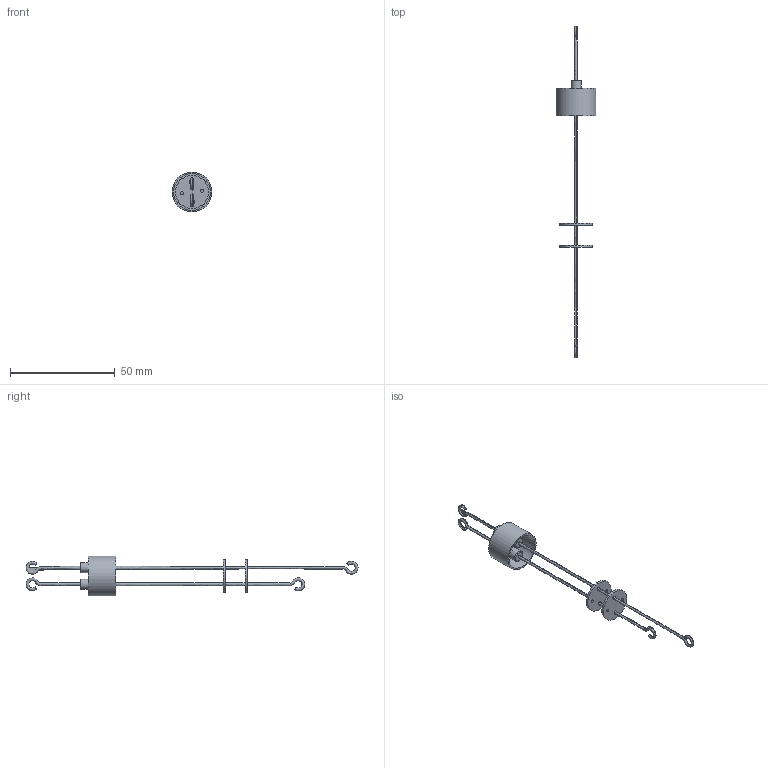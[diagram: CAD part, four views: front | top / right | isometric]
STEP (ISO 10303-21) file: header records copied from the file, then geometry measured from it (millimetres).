
FILE_DESCRIPTION(/* description */ ('STEP AP203'),/* implementation_level */ '2;1');
FILE_NAME(/* name */ 'A0397-3-W.stp',/* time_stamp */ '2015-07-22T11:17:09+01:00',/* author */ ('Paul'),/* organization */ (''),/* preprocessor_version */ 'ST-DEVELOPER v16.1',/* originating_system */ 'Autodesk Inventor 2016',/* authorisation */ '');
FILE_SCHEMA (('AUTOMOTIVE_DESIGN { 1 0 10303 214 3 1 1 }'));
Length unit declared in the file: millimetre
Products named in the file (1): A0397-3-W
Bounding box: 18.97 x 158.29 x 18.97 mm (x, y, z)
Volume: 2104.7 mm3; surface area: 4716.2 mm2
Topology: 1 solids, 1 shells, 60 faces, 148 edges, 97 vertices
Faces by surface type: cylinder 25, plane 20, bspline 9, cone 4, torus 2
Full cylindrical faces by diameter (mm): 1.524 x4, 2.54 x2, 4.572 x2, 4.75 x4, 5.461 x2, 15.748 x2, 17.45 x1, 18.339 x1, 18.974 x1
Entity records: 8617 total; most frequent: CARTESIAN_POINT 7331, ORIENTED_EDGE 236, DIRECTION 232, EDGE_CURVE 118, EDGE_LOOP 116, AXIS2_PLACEMENT_3D 113, VERTEX_POINT 92, CIRCLE 61
